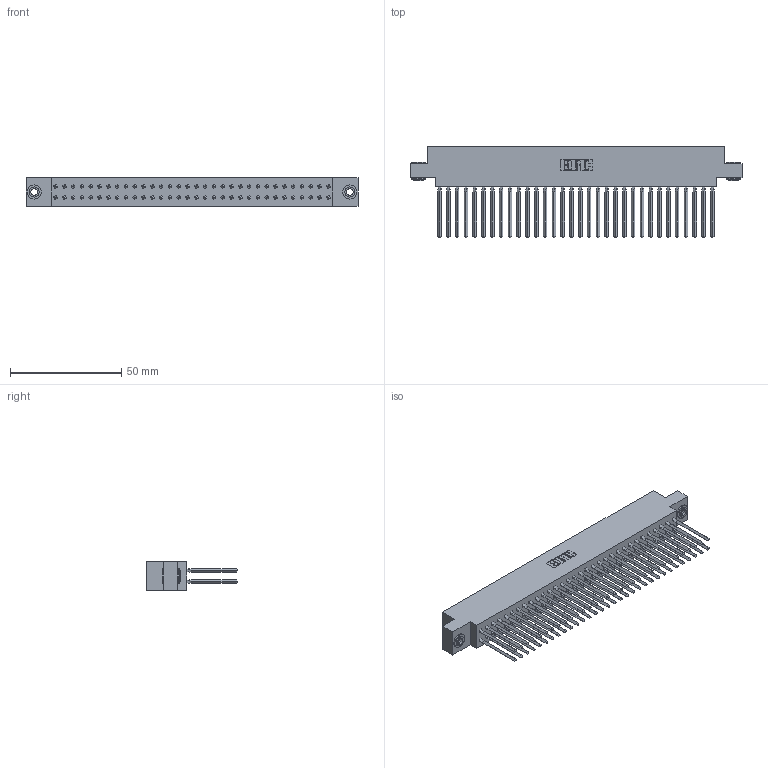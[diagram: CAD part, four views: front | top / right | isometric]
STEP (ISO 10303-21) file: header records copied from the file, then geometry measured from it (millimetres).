
FILE_DESCRIPTION (( 'STEP AP203' ), '1' );
FILE_NAME ('317-064-543-803.STEP', '2020-02-28T06:01:14', ( '' ), ( '' ), 'SwSTEP 2.0', 'SolidWorks 2016', '' );
FILE_SCHEMA (( 'CONFIG_CONTROL_DESIGN' ));
Length unit declared in the file: inch
Products named in the file (4): 317-064-543-803; 317-290-001_543; 345-250-002_345-250-002-102; 317 Part_.156 Dia - TH
Assembly tree (67 placements, depth 2):
  317-064-543-803
    317 Part_.156 Dia - TH
    317-290-001_543  x64
    345-250-002_345-250-002-102  x2
Bounding box: 149.5 x 41.15 x 12.7 mm (x, y, z)
Volume: 25091.3 mm3; surface area: 37884.4 mm2
Topology: 67 solids, 67 shells, 5836 faces, 16159 edges, 10406 vertices
Faces by surface type: plane 4740, cylinder 832, bspline 256, cone 8
Entity records: 48301 total; most frequent: CARTESIAN_POINT 8810, ORIENTED_EDGE 8302, DIRECTION 6967, EDGE_CURVE 4151, LINE 3871, VECTOR 3871, VERTEX_POINT 2759, AXIS2_PLACEMENT_3D 1548
